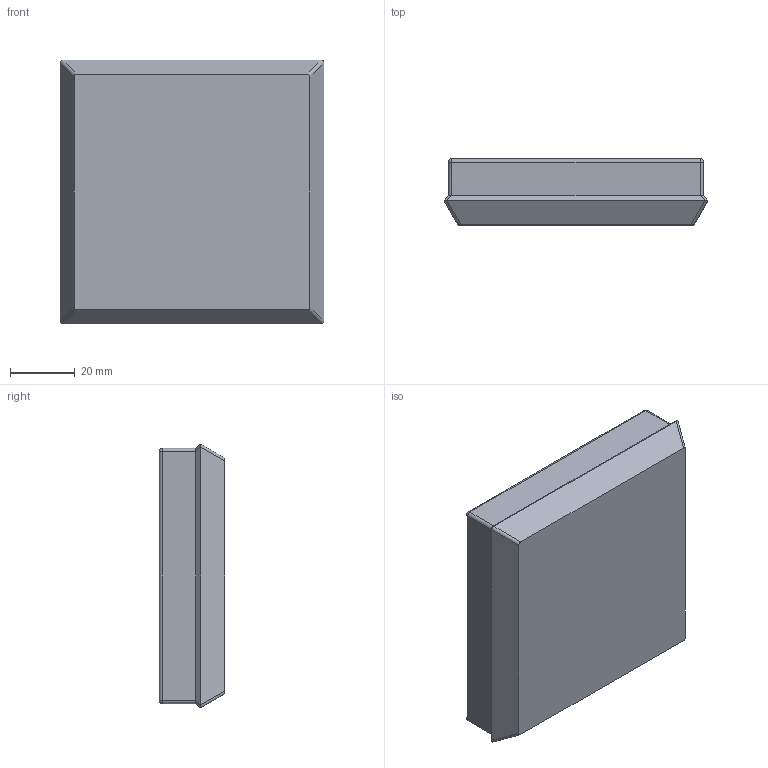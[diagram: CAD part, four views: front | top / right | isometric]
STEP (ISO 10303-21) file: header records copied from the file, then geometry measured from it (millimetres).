
FILE_DESCRIPTION (( 'STEP AP214' ), '1' );
FILE_NAME ('Macropad_Enclosure.STEP', '2024-03-09T21:59:30', ( '' ), ( '' ), 'SwSTEP 2.0', 'SolidWorks 2022', '' );
FILE_SCHEMA (( 'AUTOMOTIVE_DESIGN' ));
Length unit declared in the file: millimetre
Products named in the file (1): Macropad_Enclosure
Bounding box: 81.45 x 20.4 x 81.52 mm (x, y, z)
Volume: 71692.5 mm3; surface area: 21680 mm2
Topology: 1 solids, 1 shells, 101 faces, 262 edges, 168 vertices
Faces by surface type: plane 53, cylinder 44, sphere 4
Entity records: 3082 total; most frequent: CARTESIAN_POINT 612, ORIENTED_EDGE 516, DIRECTION 502, EDGE_CURVE 258, AXIS2_PLACEMENT_3D 170, VERTEX_POINT 168, VECTOR 162, LINE 162
